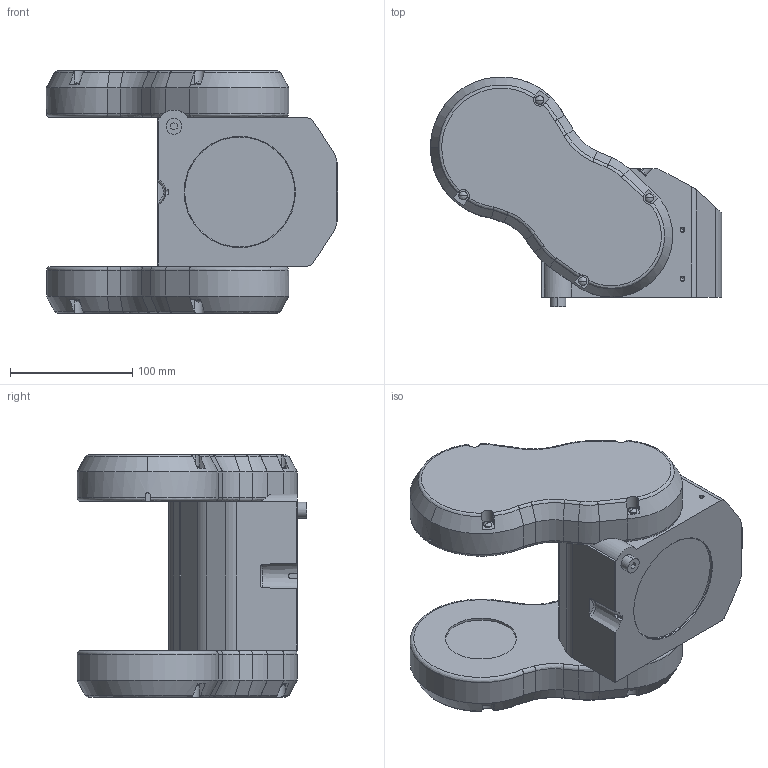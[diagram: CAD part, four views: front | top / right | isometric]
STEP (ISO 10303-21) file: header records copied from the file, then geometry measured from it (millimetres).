
FILE_DESCRIPTION (( 'STEP AP203' ), '1' );
FILE_NAME ('J1 C4_Default_sldprt.STEP', '2022-07-07T04:44:36', ( '' ), ( '' ), 'SwSTEP 2.0', 'SolidWorks 2020', '' );
FILE_SCHEMA (( 'CONFIG_CONTROL_DESIGN' ));
Length unit declared in the file: millimetre
Products named in the file (1): J1 C4_Default_sldprt
Bounding box: 238 x 187.91 x 198 mm (x, y, z)
Volume: 3081268.9 mm3; surface area: 196052.1 mm2
Topology: 1 solids, 3 shells, 327 faces, 858 edges, 528 vertices
Faces by surface type: plane 124, cylinder 117, bspline 53, cone 33
Entity records: 12217 total; most frequent: CARTESIAN_POINT 4558, ORIENTED_EDGE 1656, DIRECTION 1501, EDGE_CURVE 828, AXIS2_PLACEMENT_3D 547, VERTEX_POINT 528, VECTOR 407, LINE 407
